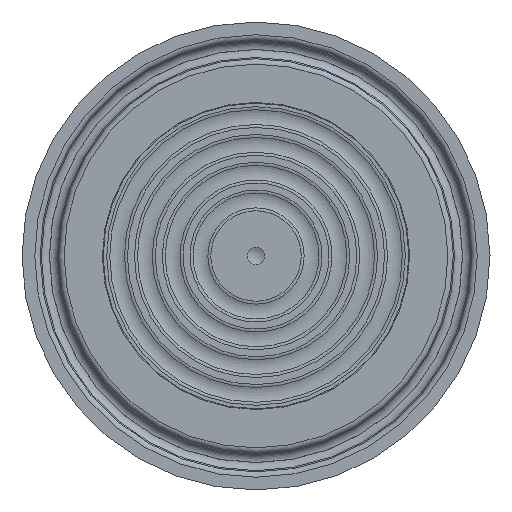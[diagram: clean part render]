
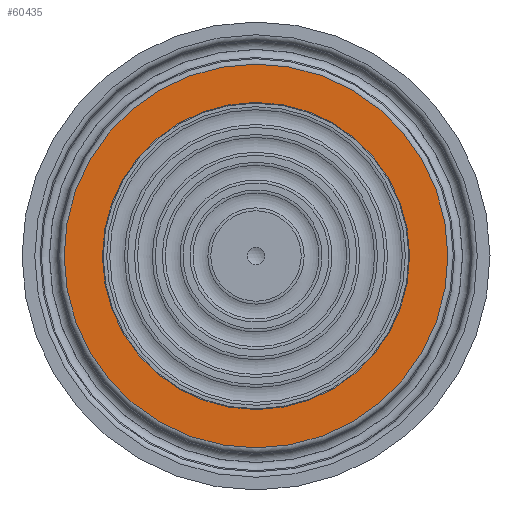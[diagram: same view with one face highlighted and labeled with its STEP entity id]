
A CAD part, left-side view. The second image highlights one B-rep face of the part: STEP entity #60435.
In plain terms, the highlighted planar face has unit normal (-1, 0, 0).
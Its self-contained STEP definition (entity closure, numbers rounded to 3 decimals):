
#4503=FACE_BOUND('',#15670,.T.);
#7719=PLANE('',#68320);
#11615=FACE_OUTER_BOUND('',#15669,.T.);
#15669=EDGE_LOOP('',(#56042));
#15670=EDGE_LOOP('',(#56043));
#16490=CIRCLE('',#68317,21.);
#16492=CIRCLE('',#68321,26.242);
#28777=VERTEX_POINT('',#138031);
#28779=VERTEX_POINT('',#138038);
#37876=EDGE_CURVE('',#28777,#28777,#16490,.T.);
#37879=EDGE_CURVE('',#28779,#28779,#16492,.T.);
#56042=ORIENTED_EDGE('',*,*,#37879,.F.);
#56043=ORIENTED_EDGE('',*,*,#37876,.T.);
#60435=ADVANCED_FACE('',(#11615,#4503),#7719,.T.);
#68317=AXIS2_PLACEMENT_3D('',#138032,#86431,#86432);
#68320=AXIS2_PLACEMENT_3D('',#138037,#86438,#86439);
#68321=AXIS2_PLACEMENT_3D('',#138039,#86440,#86441);
#86431=DIRECTION('center_axis',(1.,0.,0.));
#86432=DIRECTION('ref_axis',(0.,1.,0.));
#86438=DIRECTION('center_axis',(-1.,0.,0.));
#86439=DIRECTION('ref_axis',(0.,0.,1.));
#86440=DIRECTION('center_axis',(1.,0.,0.));
#86441=DIRECTION('ref_axis',(0.,0.,-1.));
#138031=CARTESIAN_POINT('',(0.,-21.,0.));
#138032=CARTESIAN_POINT('Origin',(0.,0.,
0.));
#138037=CARTESIAN_POINT('Origin',(0.,26.242,
0.));
#138038=CARTESIAN_POINT('',(0.,0.,
26.242));
#138039=CARTESIAN_POINT('Origin',(0.,0.,
0.));
